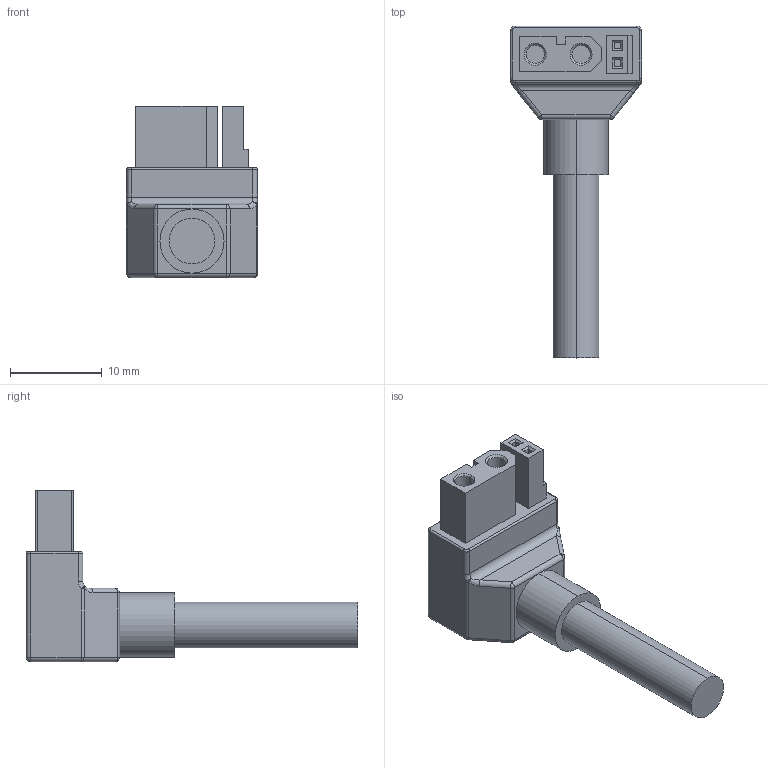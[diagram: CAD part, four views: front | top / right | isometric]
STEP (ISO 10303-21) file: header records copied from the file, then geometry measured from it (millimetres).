
FILE_DESCRIPTION (( 'STEP AP214' ), '1' );
FILE_NAME ('CAN脣芛_240511.ST', '2024-05-11T02:10:12', ( '' ), ( '' ), 'SwSTEP 2.0', 'SolidWorks 2023', '' );
FILE_SCHEMA (( 'AUTOMOTIVE_DESIGN' ));
Length unit declared in the file: millimetre
Products named in the file (1): CAN插头_240511
Bounding box: 14.3 x 36.2 x 18.7 mm (x, y, z)
Volume: 2270.9 mm3; surface area: 1590.7 mm2
Topology: 1 solids, 1 shells, 137 faces, 325 edges, 194 vertices
Faces by surface type: plane 65, cylinder 30, bspline 22, sphere 10, torus 6, cone 4
Entity records: 4373 total; most frequent: CARTESIAN_POINT 1294, ORIENTED_EDGE 640, DIRECTION 582, EDGE_CURVE 320, VECTOR 202, LINE 202, VERTEX_POINT 194, AXIS2_PLACEMENT_3D 190
